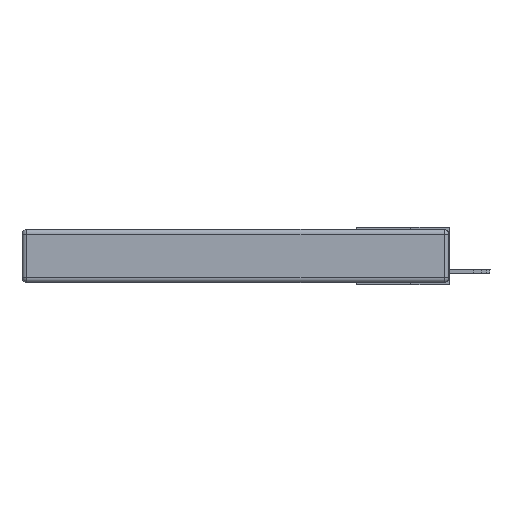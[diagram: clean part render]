
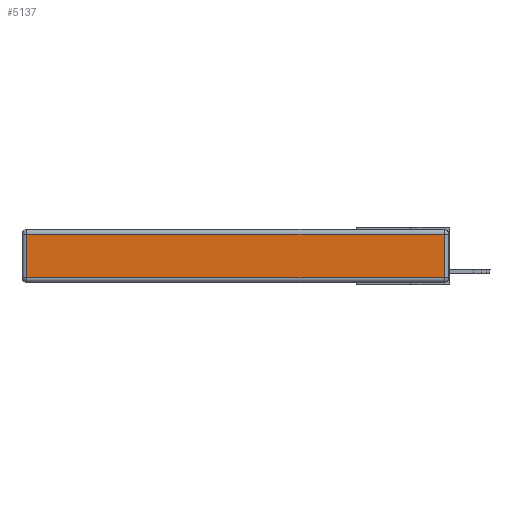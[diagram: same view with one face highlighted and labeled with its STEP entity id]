
A CAD part, left-side view. The second image highlights one B-rep face of the part: STEP entity #5137.
In plain terms, the highlighted planar face has unit normal (-1, 0, 0).
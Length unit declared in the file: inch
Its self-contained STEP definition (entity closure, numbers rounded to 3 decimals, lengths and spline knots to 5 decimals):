
#403 = VECTOR ( 'NONE', #2389, 39.37008 ) ;
#673 = EDGE_LOOP ( 'NONE', ( #8072, #14115, #8827, #14651 ) ) ;
#1642 = LINE ( 'NONE', #8314, #2036 ) ;
#2036 = VECTOR ( 'NONE', #7138, 39.37008 ) ;
#2309 = EDGE_CURVE ( 'NONE', #9320, #9178, #16555, .T. ) ;
#2389 = DIRECTION ( 'NONE',  ( 0., -1., 0. ) ) ;
#2591 = PLANE ( 'NONE',  #2690 ) ;
#2690 = AXIS2_PLACEMENT_3D ( 'NONE', #12703, #12876, #5176 ) ;
#2910 = CARTESIAN_POINT ( 'NONE',  ( 0., 2.75, -0.03 ) ) ;
#3622 = CARTESIAN_POINT ( 'NONE',  ( 0., 2.72, -0.313 ) ) ;
#5032 = EDGE_CURVE ( 'NONE', #9178, #13113, #9528, .T. ) ;
#5137 = ADVANCED_FACE ( 'NONE', ( #8720 ), #2591, .T. ) ;
#5176 = DIRECTION ( 'NONE',  ( 0., 0., 1. ) ) ;
#5909 = VERTEX_POINT ( 'NONE', #9609 ) ;
#6358 = VECTOR ( 'NONE', #11153, 39.37008 ) ;
#6501 = EDGE_CURVE ( 'NONE', #13113, #5909, #12596, .T. ) ;
#6887 = CARTESIAN_POINT ( 'NONE',  ( 0., 0.03, -0.313 ) ) ;
#7138 = DIRECTION ( 'NONE',  ( 0., 0., -1. ) ) ;
#8072 = ORIENTED_EDGE ( 'NONE', *, *, #2309, .T. ) ;
#8150 = VECTOR ( 'NONE', #11900, 39.37008 ) ;
#8314 = CARTESIAN_POINT ( 'NONE',  ( 0., 2.72, -0.343 ) ) ;
#8720 = FACE_OUTER_BOUND ( 'NONE', #673, .T. ) ;
#8827 = ORIENTED_EDGE ( 'NONE', *, *, #6501, .T. ) ;
#9178 = VERTEX_POINT ( 'NONE', #6887 ) ;
#9320 = VERTEX_POINT ( 'NONE', #3622 ) ;
#9528 = LINE ( 'NONE', #9865, #6358 ) ;
#9609 = CARTESIAN_POINT ( 'NONE',  ( 0., 2.72, -0.03 ) ) ;
#9865 = CARTESIAN_POINT ( 'NONE',  ( 0., 0.03, -0.343 ) ) ;
#10048 = EDGE_CURVE ( 'NONE', #5909, #9320, #1642, .T. ) ;
#10081 = CARTESIAN_POINT ( 'NONE',  ( 0., 0., -0.313 ) ) ;
#11153 = DIRECTION ( 'NONE',  ( 0., 0., 1. ) ) ;
#11293 = CARTESIAN_POINT ( 'NONE',  ( 0., 0.03, -0.03 ) ) ;
#11900 = DIRECTION ( 'NONE',  ( 0., 1., 0. ) ) ;
#12596 = LINE ( 'NONE', #2910, #8150 ) ;
#12703 = CARTESIAN_POINT ( 'NONE',  ( 0., 0., -0.343 ) ) ;
#12876 = DIRECTION ( 'NONE',  ( -1., 0., 0. ) ) ;
#13113 = VERTEX_POINT ( 'NONE', #11293 ) ;
#14115 = ORIENTED_EDGE ( 'NONE', *, *, #5032, .T. ) ;
#14651 = ORIENTED_EDGE ( 'NONE', *, *, #10048, .T. ) ;
#16555 = LINE ( 'NONE', #10081, #403 ) ;
